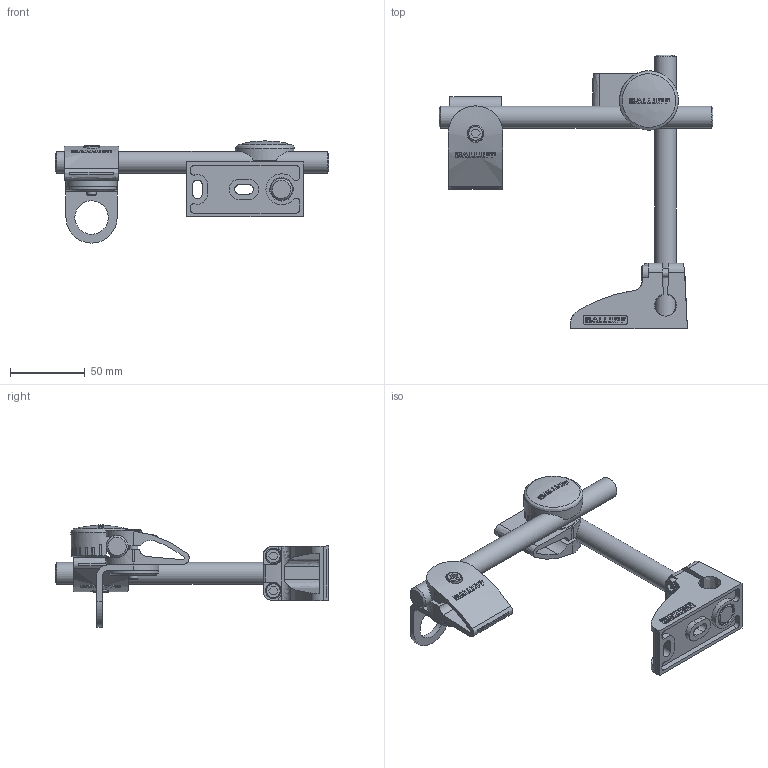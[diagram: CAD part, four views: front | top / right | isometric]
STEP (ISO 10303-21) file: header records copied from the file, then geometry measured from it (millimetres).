
FILE_DESCRIPTION(('FreeCAD Model'),'2;1');
FILE_NAME('Open CASCADE Shape Model','2025-04-17T12:01:55',('FreeCAD'),( 'FreeCAD'),'Open CASCADE STEP processor 7.6','FreeCAD','Unknown');
FILE_SCHEMA(('AUTOMOTIVE_DESIGN { 1 0 10303 214 1 1 1 1 }'));
Length unit declared in the file: millimetre
Products named in the file (1): Open CASCADE STEP translator 7.6 1
Bounding box: 183.64 x 183.64 x 68.46 mm (x, y, z)
Volume: 179672.4 mm3; surface area: 66644.6 mm2
Topology: 9 solids, 9 shells, 660 faces, 1737 edges, 1162 vertices
Faces by surface type: bspline 660
Entity records: 24944 total; most frequent: CARTESIAN_POINT 14745, ORIENTED_EDGE 3472, EDGE_CURVE 1736, B_SPLINE_CURVE_WITH_KNOTS 1178, VERTEX_POINT 1162, FACE_BOUND 750, EDGE_LOOP 750, ADVANCED_FACE 660
